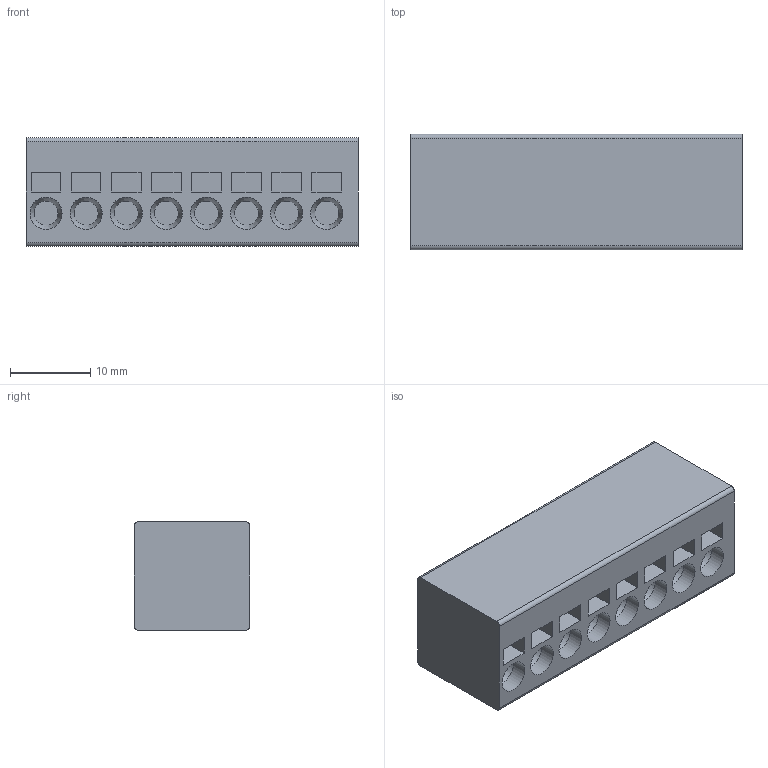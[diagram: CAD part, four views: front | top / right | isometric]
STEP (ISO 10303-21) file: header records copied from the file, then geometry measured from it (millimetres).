
FILE_DESCRIPTION(/* description */ ('model of PhoenixContact_SPT_2.5_8-H-5.0-EX_1x08_P5.0_Horizontal_1732441'),/* implementation_level */ '2;1');
FILE_NAME(/* name */ 'PhoenixContact_SPT_2.5_8-H-5.0-EX_1x08_P5.0_Horizontal_1732441.step',/* time_stamp */ '2020-09-21T11:44:54',/* author */ ('Joel',''),/* organization */ (''),/* preprocessor_version */ '',/* originating_system */ '',/* authorisation */ '');
FILE_SCHEMA(('AUTOMOTIVE_DESIGN { 1 0 10303 214 1 1 1 1 }'));
Length unit declared in the file: millimetre
Products named in the file (1): Shape0_368469486851299
Bounding box: 41.4 x 14.4 x 13.5 mm (x, y, z)
Volume: 7503 mm3; surface area: 3264.6 mm2
Topology: 1 solids, 1 shells, 74 faces, 160 edges, 104 vertices
Faces by surface type: plane 54, cylinder 12, cone 8
Full cylindrical faces by diameter (mm): 4 x8
Entity records: 4129 total; most frequent: CARTESIAN_POINT 731, DIRECTION 650, LINE 424, VECTOR 424, ORIENTED_EDGE 320, PCURVE 320, DEFINITIONAL_REPRESENTATION 320, EDGE_CURVE 160
